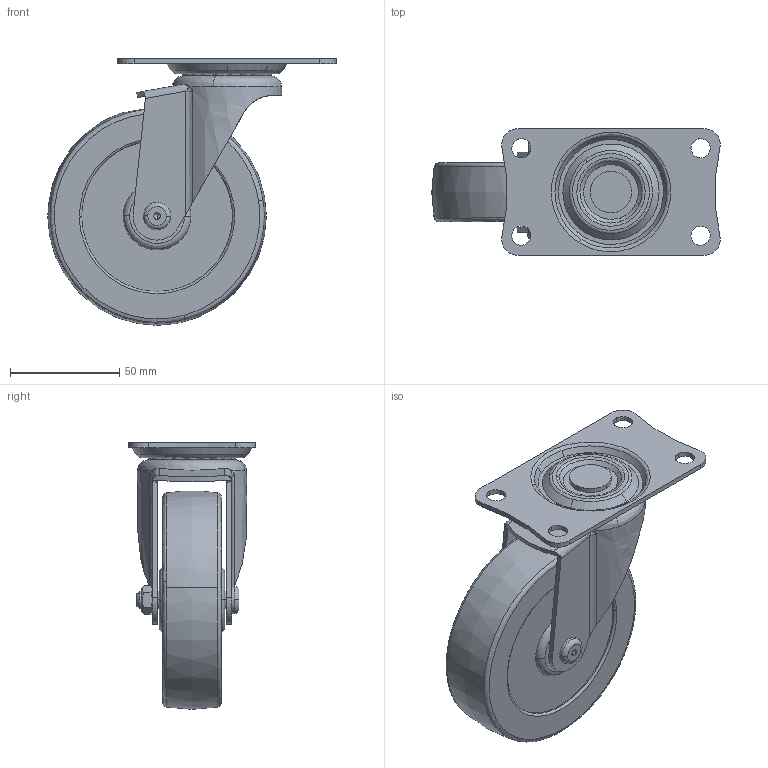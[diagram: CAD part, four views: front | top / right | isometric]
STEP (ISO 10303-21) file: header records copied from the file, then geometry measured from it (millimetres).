
FILE_DESCRIPTION((''),'2;1');
FILE_NAME('','2005-12-15T17:11:30',(''),(''),'','CADfix','');
FILE_SCHEMA(('AUTOMOTIVE_DESIGN'));
Length unit declared in the file: millimetre
Products named in the file (6): body; wheel; mounting plate; main shaft; axle; No_420_E_R100_5_29282_36
Assembly tree (5 placements, depth 2):
  No_420_E_R100_5_29282_36
    body
    wheel
    mounting plate
    main shaft
    axle
Bounding box: 131.98 x 58 x 122 mm (x, y, z)
Volume: 244387.6 mm3; surface area: 59138.4 mm2
Topology: 5 solids, 5 shells, 224 faces, 759 edges, 578 vertices
Faces by surface type: bspline 224
Entity records: 14916 total; most frequent: CARTESIAN_POINT 10640, ORIENTED_EDGE 1514, EDGE_CURVE 757, VERTEX_POINT 578, EDGE_LOOP 349, FACE_OUTER_BOUND 224, ADVANCED_FACE 224, QUASI_UNIFORM_CURVE 142
